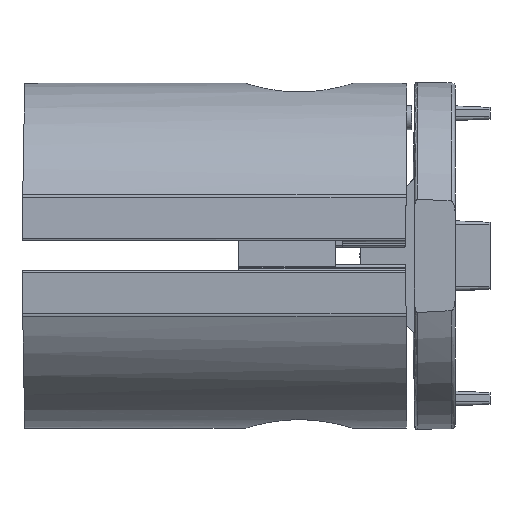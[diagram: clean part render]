
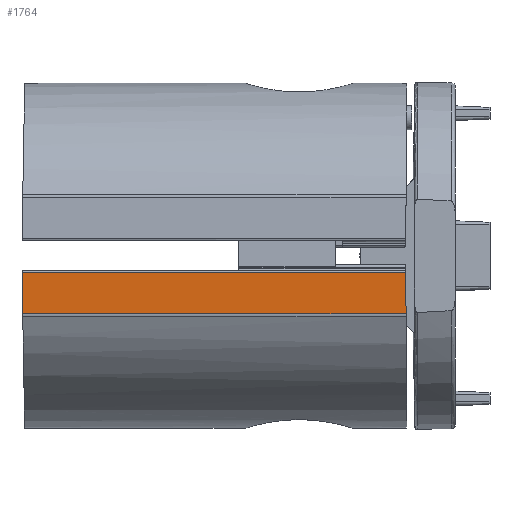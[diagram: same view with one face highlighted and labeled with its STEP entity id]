
A CAD part, left-side view. The second image highlights one B-rep face of the part: STEP entity #1764.
In plain terms, the highlighted planar face has unit normal (-0.999, 0, -0.035).
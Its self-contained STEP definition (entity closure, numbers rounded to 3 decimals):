
#664 = PLANE('',#665);
#665 = AXIS2_PLACEMENT_3D('',#666,#667,#668);
#666 = CARTESIAN_POINT('',(50.,32.017,0.));
#667 = DIRECTION('',(0.,1.,-0.017));
#668 = DIRECTION('',(0.,0.017,1.));
#720 = PLANE('',#721);
#721 = AXIS2_PLACEMENT_3D('',#722,#723,#724);
#722 = CARTESIAN_POINT('',(50.,-12.4,-16.1));
#723 = DIRECTION('',(0.,-1.,0.009));
#724 = DIRECTION('',(0.,-0.009,-1.));
#820 = CYLINDRICAL_SURFACE('',#821,1.);
#821 = AXIS2_PLACEMENT_3D('',#822,#823,#824);
#822 = CARTESIAN_POINT('',(-17.751,31.983,-6.675));
#823 = DIRECTION('',(0.,-1.,0.));
#824 = DIRECTION('',(0.,0.,-1.));
#1764 = ADVANCED_FACE('',(#1765),#1779,.F.);
#1765 = FACE_BOUND('',#1766,.T.);
#1766 = EDGE_LOOP('',(#1767,#1797,#1820,#1843));
#1767 = ORIENTED_EDGE('',*,*,#1768,.F.);
#1768 = EDGE_CURVE('',#1769,#1771,#1773,.T.);
#1769 = VERTEX_POINT('',#1770);
#1770 = CARTESIAN_POINT('',(-18.751,31.9,
    -6.709));
#1771 = VERTEX_POINT('',#1772);
#1772 = CARTESIAN_POINT('',(-18.917,31.983,
    -1.957));
#1773 = SURFACE_CURVE('',#1774,(#1778,#1790),.PCURVE_S1.);
#1774 = LINE('',#1775,#1776);
#1775 = CARTESIAN_POINT('',(-18.751,31.9,
    -6.708));
#1776 = VECTOR('',#1777,1.);
#1777 = DIRECTION('',(-0.035,0.017,
    0.999));
#1778 = PCURVE('',#1779,#1784);
#1779 = PLANE('',#1780);
#1780 = AXIS2_PLACEMENT_3D('',#1781,#1782,#1783);
#1781 = CARTESIAN_POINT('',(-18.751,31.983,-6.709));
#1782 = DIRECTION('',(0.999,0.,0.035));
#1783 = DIRECTION('',(0.035,0.,-0.999));
#1784 = DEFINITIONAL_REPRESENTATION('',(#1785),#1789);
#1785 = LINE('',#1786,#1787);
#1786 = CARTESIAN_POINT('',(-0.001,-0.083));
#1787 = VECTOR('',#1788,1.);
#1788 = DIRECTION('',(-1.,0.017));
#1789 = ( GEOMETRIC_REPRESENTATION_CONTEXT(2) 
PARAMETRIC_REPRESENTATION_CONTEXT() REPRESENTATION_CONTEXT('2D SPACE',''
  ) );
#1790 = PCURVE('',#664,#1791);
#1791 = DEFINITIONAL_REPRESENTATION('',(#1792),#1796);
#1792 = LINE('',#1793,#1794);
#1793 = CARTESIAN_POINT('',(-6.709,-68.751));
#1794 = VECTOR('',#1795,1.);
#1795 = DIRECTION('',(0.999,-0.035));
#1796 = ( GEOMETRIC_REPRESENTATION_CONTEXT(2) 
PARAMETRIC_REPRESENTATION_CONTEXT() REPRESENTATION_CONTEXT('2D SPACE',''
  ) );
#1797 = ORIENTED_EDGE('',*,*,#1798,.T.);
#1798 = EDGE_CURVE('',#1769,#1799,#1801,.T.);
#1799 = VERTEX_POINT('',#1800);
#1800 = CARTESIAN_POINT('',(-18.751,-12.319,-6.709
    ));
#1801 = SURFACE_CURVE('',#1802,(#1806,#1813),.PCURVE_S1.);
#1802 = LINE('',#1803,#1804);
#1803 = CARTESIAN_POINT('',(-18.751,31.983,-6.709));
#1804 = VECTOR('',#1805,1.);
#1805 = DIRECTION('',(0.,-1.,0.));
#1806 = PCURVE('',#1779,#1807);
#1807 = DEFINITIONAL_REPRESENTATION('',(#1808),#1812);
#1808 = LINE('',#1809,#1810);
#1809 = CARTESIAN_POINT('',(0.,0.));
#1810 = VECTOR('',#1811,1.);
#1811 = DIRECTION('',(0.,-1.));
#1812 = ( GEOMETRIC_REPRESENTATION_CONTEXT(2) 
PARAMETRIC_REPRESENTATION_CONTEXT() REPRESENTATION_CONTEXT('2D SPACE',''
  ) );
#1813 = PCURVE('',#820,#1814);
#1814 = DEFINITIONAL_REPRESENTATION('',(#1815),#1819);
#1815 = LINE('',#1816,#1817);
#1816 = CARTESIAN_POINT('',(4.747,0.));
#1817 = VECTOR('',#1818,1.);
#1818 = DIRECTION('',(0.,1.));
#1819 = ( GEOMETRIC_REPRESENTATION_CONTEXT(2) 
PARAMETRIC_REPRESENTATION_CONTEXT() REPRESENTATION_CONTEXT('2D SPACE',''
  ) );
#1820 = ORIENTED_EDGE('',*,*,#1821,.F.);
#1821 = EDGE_CURVE('',#1822,#1799,#1824,.T.);
#1822 = VERTEX_POINT('',#1823);
#1823 = CARTESIAN_POINT('',(-18.917,-12.277,
    -1.957));
#1824 = SURFACE_CURVE('',#1825,(#1829,#1836),.PCURVE_S1.);
#1825 = LINE('',#1826,#1827);
#1826 = CARTESIAN_POINT('',(-18.764,-12.315,
    -6.326));
#1827 = VECTOR('',#1828,1.);
#1828 = DIRECTION('',(0.035,-0.009,
    -0.999));
#1829 = PCURVE('',#1779,#1830);
#1830 = DEFINITIONAL_REPRESENTATION('',(#1831),#1835);
#1831 = LINE('',#1832,#1833);
#1832 = CARTESIAN_POINT('',(-0.384,-44.299));
#1833 = VECTOR('',#1834,1.);
#1834 = DIRECTION('',(1.,-0.009));
#1835 = ( GEOMETRIC_REPRESENTATION_CONTEXT(2) 
PARAMETRIC_REPRESENTATION_CONTEXT() REPRESENTATION_CONTEXT('2D SPACE',''
  ) );
#1836 = PCURVE('',#720,#1837);
#1837 = DEFINITIONAL_REPRESENTATION('',(#1838),#1842);
#1838 = LINE('',#1839,#1840);
#1839 = CARTESIAN_POINT('',(-9.774,-68.764));
#1840 = VECTOR('',#1841,1.);
#1841 = DIRECTION('',(0.999,0.035));
#1842 = ( GEOMETRIC_REPRESENTATION_CONTEXT(2) 
PARAMETRIC_REPRESENTATION_CONTEXT() REPRESENTATION_CONTEXT('2D SPACE',''
  ) );
#1843 = ORIENTED_EDGE('',*,*,#1844,.F.);
#1844 = EDGE_CURVE('',#1771,#1822,#1845,.T.);
#1845 = SURFACE_CURVE('',#1846,(#1850,#1857),.PCURVE_S1.);
#1846 = LINE('',#1847,#1848);
#1847 = CARTESIAN_POINT('',(-18.917,31.983,-1.957));
#1848 = VECTOR('',#1849,1.);
#1849 = DIRECTION('',(0.,-1.,0.));
#1850 = PCURVE('',#1779,#1851);
#1851 = DEFINITIONAL_REPRESENTATION('',(#1852),#1856);
#1852 = LINE('',#1853,#1854);
#1853 = CARTESIAN_POINT('',(-4.755,0.));
#1854 = VECTOR('',#1855,1.);
#1855 = DIRECTION('',(0.,-1.));
#1856 = ( GEOMETRIC_REPRESENTATION_CONTEXT(2) 
PARAMETRIC_REPRESENTATION_CONTEXT() REPRESENTATION_CONTEXT('2D SPACE',''
  ) );
#1857 = PCURVE('',#1858,#1863);
#1858 = CYLINDRICAL_SURFACE('',#1859,0.2);
#1859 = AXIS2_PLACEMENT_3D('',#1860,#1861,#1862);
#1860 = CARTESIAN_POINT('',(-18.717,31.983,-1.95));
#1861 = DIRECTION('',(0.,-1.,0.));
#1862 = DIRECTION('',(0.,0.,-1.));
#1863 = DEFINITIONAL_REPRESENTATION('',(#1864),#1868);
#1864 = LINE('',#1865,#1866);
#1865 = CARTESIAN_POINT('',(4.747,0.));
#1866 = VECTOR('',#1867,1.);
#1867 = DIRECTION('',(0.,1.));
#1868 = ( GEOMETRIC_REPRESENTATION_CONTEXT(2) 
PARAMETRIC_REPRESENTATION_CONTEXT() REPRESENTATION_CONTEXT('2D SPACE',''
  ) );
